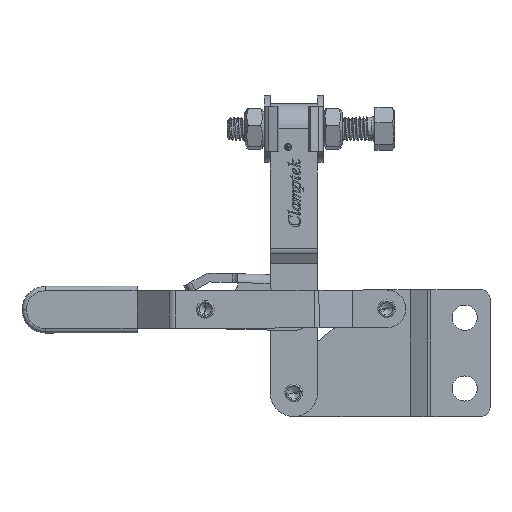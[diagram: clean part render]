
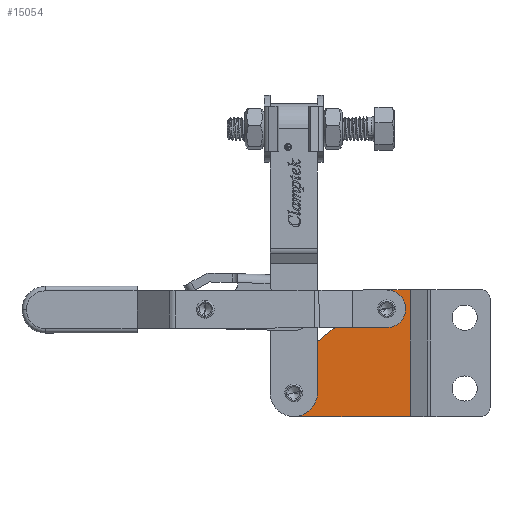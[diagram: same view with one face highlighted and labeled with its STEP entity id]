
A CAD part, left-side view. The second image highlights one B-rep face of the part: STEP entity #15054.
In plain terms, the highlighted planar face has unit normal (-1, 0, 0).
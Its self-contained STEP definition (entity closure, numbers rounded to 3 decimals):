
#201 = CIRCLE ( 'NONE', #12357, 8. ) ;
#928 = AXIS2_PLACEMENT_3D ( 'NONE', #19817, #4442, #22383 ) ;
#1139 = VECTOR ( 'NONE', #10066, 1000. ) ;
#1559 = AXIS2_PLACEMENT_3D ( 'NONE', #30589, #15248, #33163 ) ;
#1570 = VERTEX_POINT ( 'NONE', #30446 ) ;
#2134 = DIRECTION ( 'NONE',  ( 1., 0., 0. ) ) ;
#2282 = CIRCLE ( 'NONE', #23411, 2.4 ) ;
#2470 = DIRECTION ( 'NONE',  ( 0., -1., 0. ) ) ;
#2914 = EDGE_LOOP ( 'NONE', ( #23369, #15967, #33281, #19150, #6656, #8615 ) ) ;
#3378 = CARTESIAN_POINT ( 'NONE',  ( -6., 35., 43. ) ) ;
#3780 = CARTESIAN_POINT ( 'NONE',  ( -6., 35., 34.1 ) ) ;
#4159 = LINE ( 'NONE', #18236, #5776 ) ;
#4442 = DIRECTION ( 'NONE',  ( -1., 0., 0. ) ) ;
#5095 = DIRECTION ( 'NONE',  ( 0., -1., 0. ) ) ;
#5158 = CARTESIAN_POINT ( 'NONE',  ( -6., 39.188, 41.471 ) ) ;
#5570 = DIRECTION ( 'NONE',  ( 0., 1., 0. ) ) ;
#5776 = VECTOR ( 'NONE', #5570, 1000. ) ;
#6656 = ORIENTED_EDGE ( 'NONE', *, *, #15010, .F. ) ;
#7263 = DIRECTION ( 'NONE',  ( 0., -0.765, 0.644 ) ) ;
#7978 = LINE ( 'NONE', #22815, #1139 ) ;
#8463 = DIRECTION ( 'NONE',  ( 0., 1., 0. ) ) ;
#8615 = ORIENTED_EDGE ( 'NONE', *, *, #16962, .F. ) ;
#8652 = VECTOR ( 'NONE', #7263, 1000. ) ;
#8969 = DIRECTION ( 'NONE',  ( -1., 0., 0. ) ) ;
#9321 = EDGE_LOOP ( 'NONE', ( #15195, #10798 ) ) ;
#10056 = CARTESIAN_POINT ( 'NONE',  ( -6., 27., 43. ) ) ;
#10066 = DIRECTION ( 'NONE',  ( 0., 0., -1. ) ) ;
#10210 = VERTEX_POINT ( 'NONE', #26007 ) ;
#10798 = ORIENTED_EDGE ( 'NONE', *, *, #16355, .F. ) ;
#11283 = CARTESIAN_POINT ( 'NONE',  ( -6., 35., 36.5 ) ) ;
#12357 = AXIS2_PLACEMENT_3D ( 'NONE', #17527, #2134, #20107 ) ;
#12574 = VECTOR ( 'NONE', #8463, 1000. ) ;
#13856 = DIRECTION ( 'NONE',  ( 0., -1., 0. ) ) ;
#14680 = FACE_BOUND ( 'NONE', #19379, .T. ) ;
#14767 = EDGE_CURVE ( 'NONE', #29792, #32282, #33115, .T. ) ;
#14998 = CARTESIAN_POINT ( 'NONE',  ( -6., 31.306, 48.111 ) ) ;
#15010 = EDGE_CURVE ( 'NONE', #29758, #29792, #29912, .T. ) ;
#15054 = ADVANCED_FACE ( 'NONE', ( #28277, #14680, #21473 ), #30555, .F. ) ;
#15195 = ORIENTED_EDGE ( 'NONE', *, *, #26550, .F. ) ;
#15248 = DIRECTION ( 'NONE',  ( -1., 0., 0. ) ) ;
#15341 = CARTESIAN_POINT ( 'NONE',  ( -6., 66.5, 5.6 ) ) ;
#15770 = VERTEX_POINT ( 'NONE', #26690 ) ;
#15967 = ORIENTED_EDGE ( 'NONE', *, *, #23879, .F. ) ;
#16079 = CARTESIAN_POINT ( 'NONE',  ( -6., 27., 0. ) ) ;
#16170 = AXIS2_PLACEMENT_3D ( 'NONE', #11283, #29215, #13856 ) ;
#16355 = EDGE_CURVE ( 'NONE', #1570, #17750, #17535, .T. ) ;
#16819 = AXIS2_PLACEMENT_3D ( 'NONE', #33213, #17858, #2470 ) ;
#16962 = EDGE_CURVE ( 'NONE', #20847, #29758, #201, .T. ) ;
#17527 = CARTESIAN_POINT ( 'NONE',  ( -6., 66.5, 8. ) ) ;
#17535 = CIRCLE ( 'NONE', #928, 2.4 ) ;
#17750 = VERTEX_POINT ( 'NONE', #15341 ) ;
#17858 = DIRECTION ( 'NONE',  ( -1., 0., 0. ) ) ;
#18236 = CARTESIAN_POINT ( 'NONE',  ( -6., 27., 0. ) ) ;
#18937 = EDGE_CURVE ( 'NONE', #26178, #20847, #4159, .T. ) ;
#18958 = AXIS2_PLACEMENT_3D ( 'NONE', #10056, #20464, #5095 ) ;
#18971 = CIRCLE ( 'NONE', #1559, 2.4 ) ;
#19150 = ORIENTED_EDGE ( 'NONE', *, *, #14767, .F. ) ;
#19379 = EDGE_LOOP ( 'NONE', ( #27880, #20683 ) ) ;
#19663 = EDGE_CURVE ( 'NONE', #15770, #32282, #32232, .T. ) ;
#19817 = CARTESIAN_POINT ( 'NONE',  ( -6., 66.5, 8. ) ) ;
#20107 = DIRECTION ( 'NONE',  ( 0., -1., 0. ) ) ;
#20464 = DIRECTION ( 'NONE',  ( 1., 0., 0. ) ) ;
#20683 = ORIENTED_EDGE ( 'NONE', *, *, #30163, .F. ) ;
#20847 = VERTEX_POINT ( 'NONE', #23556 ) ;
#21473 = FACE_OUTER_BOUND ( 'NONE', #2914, .T. ) ;
#22383 = DIRECTION ( 'NONE',  ( 0., -1., 0. ) ) ;
#22815 = CARTESIAN_POINT ( 'NONE',  ( -6., 27., 43. ) ) ;
#23369 = ORIENTED_EDGE ( 'NONE', *, *, #18937, .F. ) ;
#23411 = AXIS2_PLACEMENT_3D ( 'NONE', #24285, #8969, #26889 ) ;
#23556 = CARTESIAN_POINT ( 'NONE',  ( -6., 66.5, 0. ) ) ;
#23792 = CARTESIAN_POINT ( 'NONE',  ( -6., 27., 43. ) ) ;
#23879 = EDGE_CURVE ( 'NONE', #15770, #26178, #7978, .T. ) ;
#24285 = CARTESIAN_POINT ( 'NONE',  ( -6., 35., 36.5 ) ) ;
#24295 = CIRCLE ( 'NONE', #16819, 2.4 ) ;
#25083 = EDGE_CURVE ( 'NONE', #30093, #10210, #2282, .T. ) ;
#26007 = CARTESIAN_POINT ( 'NONE',  ( -6., 35., 38.9 ) ) ;
#26178 = VERTEX_POINT ( 'NONE', #16079 ) ;
#26550 = EDGE_CURVE ( 'NONE', #17750, #1570, #24295, .T. ) ;
#26690 = CARTESIAN_POINT ( 'NONE',  ( -6., 27., 43. ) ) ;
#26889 = DIRECTION ( 'NONE',  ( 0., -1., 0. ) ) ;
#27880 = ORIENTED_EDGE ( 'NONE', *, *, #25083, .F. ) ;
#27926 = CARTESIAN_POINT ( 'NONE',  ( -6., 71.654, 14.118 ) ) ;
#28277 = FACE_BOUND ( 'NONE', #9321, .T. ) ;
#29215 = DIRECTION ( 'NONE',  ( 1., 0., 0. ) ) ;
#29758 = VERTEX_POINT ( 'NONE', #27926 ) ;
#29792 = VERTEX_POINT ( 'NONE', #5158 ) ;
#29912 = LINE ( 'NONE', #14998, #8652 ) ;
#30093 = VERTEX_POINT ( 'NONE', #3780 ) ;
#30163 = EDGE_CURVE ( 'NONE', #10210, #30093, #18971, .T. ) ;
#30446 = CARTESIAN_POINT ( 'NONE',  ( -6., 66.5, 10.4 ) ) ;
#30555 = PLANE ( 'NONE',  #18958 ) ;
#30589 = CARTESIAN_POINT ( 'NONE',  ( -6., 35., 36.5 ) ) ;
#32232 = LINE ( 'NONE', #23792, #12574 ) ;
#32282 = VERTEX_POINT ( 'NONE', #3378 ) ;
#33115 = CIRCLE ( 'NONE', #16170, 6.5 ) ;
#33163 = DIRECTION ( 'NONE',  ( 0., -1., 0. ) ) ;
#33213 = CARTESIAN_POINT ( 'NONE',  ( -6., 66.5, 8. ) ) ;
#33281 = ORIENTED_EDGE ( 'NONE', *, *, #19663, .T. ) ;
